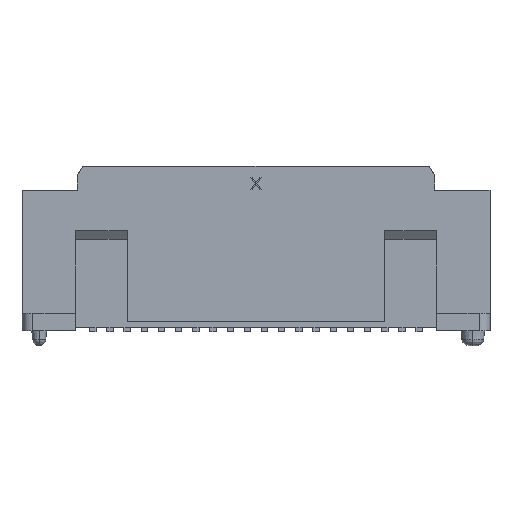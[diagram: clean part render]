
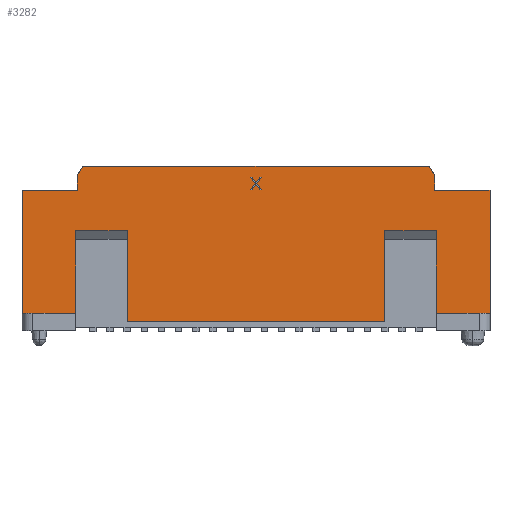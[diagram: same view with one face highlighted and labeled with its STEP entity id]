
A CAD part, top view. The second image highlights one B-rep face of the part: STEP entity #3282.
In plain terms, the highlighted planar face has unit normal (0, 0, 1).
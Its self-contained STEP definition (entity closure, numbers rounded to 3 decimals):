
#93=DIRECTION('',(1.,0.,0.));
#94=VECTOR('',#93,12.);
#95=CARTESIAN_POINT('',(-6.,0.25,2.5));
#96=LINE('8557',#95,#94);
#105=DIRECTION('',(0.5,-0.866,0.));
#106=VECTOR('',#105,0.5);
#107=CARTESIAN_POINT('',(8.075,7.5,2.5));
#108=LINE('8553',#107,#106);
#109=DIRECTION('',(0.,-1.,0.));
#110=VECTOR('',#109,0.687);
#111=CARTESIAN_POINT('',(8.325,7.067,2.5));
#112=LINE('8554',#111,#110);
#113=DIRECTION('',(0.,1.,0.));
#114=VECTOR('',#113,3.85);
#115=CARTESIAN_POINT('',(8.4,0.65,2.5));
#116=LINE('7804',#115,#114);
#117=DIRECTION('',(0.,1.,0.));
#118=VECTOR('',#117,4.25);
#119=CARTESIAN_POINT('',(-6.,0.25,2.5));
#120=LINE('8558',#119,#118);
#121=DIRECTION('',(0.,-1.,0.));
#122=VECTOR('',#121,3.85);
#123=CARTESIAN_POINT('',(-8.4,4.5,2.5));
#124=LINE('7840',#123,#122);
#125=DIRECTION('',(0.,1.,0.));
#126=VECTOR('',#125,5.73);
#127=CARTESIAN_POINT('',(-10.9,0.65,2.5));
#128=LINE('8561',#127,#126);
#129=DIRECTION('',(1.,0.,0.));
#130=VECTOR('',#129,2.575);
#131=CARTESIAN_POINT('',(-10.9,6.38,2.5));
#132=LINE('8562',#131,#130);
#133=DIRECTION('',(0.5,0.866,0.));
#134=VECTOR('',#133,0.5);
#135=CARTESIAN_POINT('',(-8.325,7.067,2.5));
#136=LINE('8564',#135,#134);
#137=DIRECTION('',(1.,0.,0.));
#138=VECTOR('',#137,16.15);
#139=CARTESIAN_POINT('',(-8.075,7.5,2.5));
#140=LINE('8565',#139,#138);
#141=DIRECTION('',(1.,0.,0.));
#142=VECTOR('',#141,0.075);
#143=CARTESIAN_POINT('',(0.175,6.4,2.5));
#144=LINE('8566',#143,#142);
#145=DIRECTION('',(-0.57,0.822,0.));
#146=VECTOR('',#145,0.373);
#147=CARTESIAN_POINT('',(0.25,6.4,2.5));
#148=LINE('8567',#147,#146);
#149=DIRECTION('',(0.586,0.81,0.));
#150=VECTOR('',#149,0.362);
#151=CARTESIAN_POINT('',(0.037,6.706,2.5));
#152=LINE('8568',#151,#150);
#153=DIRECTION('',(-1.,0.,0.));
#154=VECTOR('',#153,0.075);
#155=CARTESIAN_POINT('',(0.25,7.,2.5));
#156=LINE('8569',#155,#154);
#157=DIRECTION('',(-0.585,-0.811,0.));
#158=VECTOR('',#157,0.299);
#159=CARTESIAN_POINT('',(0.175,7.,2.5));
#160=LINE('8570',#159,#158);
#161=DIRECTION('',(-0.585,0.811,0.));
#162=VECTOR('',#161,0.299);
#163=CARTESIAN_POINT('',(0.,6.757,2.5));
#164=LINE('8571',#163,#162);
#165=DIRECTION('',(-1.,0.,0.));
#166=VECTOR('',#165,0.075);
#167=CARTESIAN_POINT('',(-0.175,7.,2.5));
#168=LINE('8572',#167,#166);
#169=DIRECTION('',(0.586,-0.81,0.));
#170=VECTOR('',#169,0.362);
#171=CARTESIAN_POINT('',(-0.25,7.,2.5));
#172=LINE('8573',#171,#170);
#173=DIRECTION('',(-0.57,-0.822,0.));
#174=VECTOR('',#173,0.373);
#175=CARTESIAN_POINT('',(-0.038,6.706,2.5));
#176=LINE('8574',#175,#174);
#177=DIRECTION('',(1.,0.,0.));
#178=VECTOR('',#177,0.075);
#179=CARTESIAN_POINT('',(-0.25,6.4,2.5));
#180=LINE('8575',#179,#178);
#181=DIRECTION('',(0.585,0.811,0.));
#182=VECTOR('',#181,0.299);
#183=CARTESIAN_POINT('',(-0.175,6.4,2.5));
#184=LINE('8576',#183,#182);
#185=DIRECTION('',(0.585,-0.811,0.));
#186=VECTOR('',#185,0.299);
#187=CARTESIAN_POINT('',(0.,6.643,2.5));
#188=LINE('8577',#187,#186);
#221=DIRECTION('',(0.,-1.,0.));
#222=VECTOR('',#221,0.687);
#223=CARTESIAN_POINT('',(-8.325,7.067,2.5));
#224=LINE('8563',#223,#222);
#439=DIRECTION('',(1.,0.,0.));
#440=VECTOR('',#439,2.5);
#441=CARTESIAN_POINT('',(-10.9,0.65,2.5));
#442=LINE('8560',#441,#440);
#821=DIRECTION('',(-1.,0.,0.));
#822=VECTOR('',#821,2.575);
#823=CARTESIAN_POINT('',(10.9,6.38,2.5));
#824=LINE('8506',#823,#822);
#893=DIRECTION('',(0.,1.,0.));
#894=VECTOR('',#893,5.73);
#895=CARTESIAN_POINT('',(10.9,0.65,2.5));
#896=LINE('8548',#895,#894);
#922=DIRECTION('',(1.,0.,0.));
#923=VECTOR('',#922,2.5);
#924=CARTESIAN_POINT('',(8.4,0.65,2.5));
#925=LINE('8552',#924,#923);
#2225=DIRECTION('',(1.,0.,0.));
#2226=VECTOR('',#2225,2.4);
#2227=CARTESIAN_POINT('',(6.,4.5,2.5));
#2228=LINE('8555',#2227,#2226);
#2233=DIRECTION('',(0.,1.,0.));
#2234=VECTOR('',#2233,4.25);
#2235=CARTESIAN_POINT('',(6.,0.25,2.5));
#2236=LINE('8556',#2235,#2234);
#2249=DIRECTION('',(1.,0.,0.));
#2250=VECTOR('',#2249,2.4);
#2251=CARTESIAN_POINT('',(-8.4,4.5,2.5));
#2252=LINE('8559',#2251,#2250);
#2373=CARTESIAN_POINT('',(8.4,4.5,2.5));
#2374=VERTEX_POINT('',#2373);
#2375=CARTESIAN_POINT('',(8.4,0.65,2.5));
#2376=VERTEX_POINT('',#2375);
#2401=CARTESIAN_POINT('',(-8.4,0.65,2.5));
#2402=VERTEX_POINT('',#2401);
#2403=CARTESIAN_POINT('',(-8.4,4.5,2.5));
#2404=VERTEX_POINT('',#2403);
#2731=CARTESIAN_POINT('',(10.9,6.38,2.5));
#2732=VERTEX_POINT('',#2731);
#2733=CARTESIAN_POINT('',(8.325,6.38,2.5));
#2734=VERTEX_POINT('',#2733);
#2769=CARTESIAN_POINT('',(10.9,0.65,2.5));
#2770=VERTEX_POINT('',#2769);
#2773=CARTESIAN_POINT('',(8.075,7.5,2.5));
#2774=CARTESIAN_POINT('',(8.325,7.067,2.5));
#2775=VERTEX_POINT('',#2773);
#2776=VERTEX_POINT('',#2774);
#2777=CARTESIAN_POINT('',(6.,4.5,2.5));
#2778=VERTEX_POINT('',#2777);
#2779=CARTESIAN_POINT('',(6.,0.25,2.5));
#2780=VERTEX_POINT('',#2779);
#2781=CARTESIAN_POINT('',(-6.,0.25,2.5));
#2782=VERTEX_POINT('',#2781);
#2783=CARTESIAN_POINT('',(-6.,4.5,2.5));
#2784=VERTEX_POINT('',#2783);
#2785=CARTESIAN_POINT('',(-10.9,0.65,2.5));
#2786=VERTEX_POINT('',#2785);
#2787=CARTESIAN_POINT('',(-10.9,6.38,2.5));
#2788=VERTEX_POINT('',#2787);
#2789=CARTESIAN_POINT('',(-8.325,6.38,2.5));
#2790=VERTEX_POINT('',#2789);
#2791=CARTESIAN_POINT('',(-8.325,7.067,2.5));
#2792=VERTEX_POINT('',#2791);
#2793=CARTESIAN_POINT('',(-8.075,7.5,2.5));
#2794=VERTEX_POINT('',#2793);
#2795=CARTESIAN_POINT('',(0.175,6.4,2.5));
#2796=CARTESIAN_POINT('',(0.25,6.4,2.5));
#2797=VERTEX_POINT('',#2795);
#2798=VERTEX_POINT('',#2796);
#2799=CARTESIAN_POINT('',(0.037,6.706,2.5));
#2800=VERTEX_POINT('',#2799);
#2801=CARTESIAN_POINT('',(0.25,7.,2.5));
#2802=VERTEX_POINT('',#2801);
#2803=CARTESIAN_POINT('',(0.175,7.,2.5));
#2804=VERTEX_POINT('',#2803);
#2805=CARTESIAN_POINT('',(0.,6.757,2.5));
#2806=VERTEX_POINT('',#2805);
#2807=CARTESIAN_POINT('',(-0.175,7.,2.5));
#2808=VERTEX_POINT('',#2807);
#2809=CARTESIAN_POINT('',(-0.25,7.,2.5));
#2810=VERTEX_POINT('',#2809);
#2811=CARTESIAN_POINT('',(-0.038,6.706,2.5));
#2812=VERTEX_POINT('',#2811);
#2813=CARTESIAN_POINT('',(-0.25,6.4,2.5));
#2814=VERTEX_POINT('',#2813);
#2815=CARTESIAN_POINT('',(-0.175,6.4,2.5));
#2816=VERTEX_POINT('',#2815);
#2817=CARTESIAN_POINT('',(0.,6.643,2.5));
#2818=VERTEX_POINT('',#2817);
#3216=CARTESIAN_POINT('',(-10.9,0.,2.5));
#3217=DIRECTION('',(0.,0.,1.));
#3218=DIRECTION('',(1.,0.,0.));
#3219=AXIS2_PLACEMENT_3D('',#3216,#3217,#3218);
#3220=PLANE('10183',#3219);
#3222=ORIENTED_EDGE('8553',*,*,#3221,.T.);
#3224=ORIENTED_EDGE('8554',*,*,#3223,.T.);
#3226=ORIENTED_EDGE('8506',*,*,#3225,.F.);
#3228=ORIENTED_EDGE('8548',*,*,#3227,.F.);
#3230=ORIENTED_EDGE('8552',*,*,#3229,.F.);
#3231=ORIENTED_EDGE('7804',*,*,#3160,.T.);
#3233=ORIENTED_EDGE('8555',*,*,#3232,.F.);
#3235=ORIENTED_EDGE('8556',*,*,#3234,.F.);
#3236=ORIENTED_EDGE('8557',*,*,#3206,.F.);
#3238=ORIENTED_EDGE('8558',*,*,#3237,.T.);
#3240=ORIENTED_EDGE('8559',*,*,#3239,.F.);
#3241=ORIENTED_EDGE('7840',*,*,#3119,.T.);
#3243=ORIENTED_EDGE('8560',*,*,#3242,.F.);
#3245=ORIENTED_EDGE('8561',*,*,#3244,.T.);
#3247=ORIENTED_EDGE('8562',*,*,#3246,.T.);
#3249=ORIENTED_EDGE('8563',*,*,#3248,.F.);
#3251=ORIENTED_EDGE('8564',*,*,#3250,.T.);
#3253=ORIENTED_EDGE('8565',*,*,#3252,.T.);
#3254=EDGE_LOOP('10183',(#3222,#3224,#3226,#3228,#3230,#3231,#3233,#3235,#3236,
#3238,#3240,#3241,#3243,#3245,#3247,#3249,#3251,#3253));
#3255=FACE_OUTER_BOUND('10183',#3254,.F.);
#3257=ORIENTED_EDGE('8566',*,*,#3256,.T.);
#3259=ORIENTED_EDGE('8567',*,*,#3258,.T.);
#3261=ORIENTED_EDGE('8568',*,*,#3260,.T.);
#3263=ORIENTED_EDGE('8569',*,*,#3262,.T.);
#3265=ORIENTED_EDGE('8570',*,*,#3264,.T.);
#3267=ORIENTED_EDGE('8571',*,*,#3266,.T.);
#3269=ORIENTED_EDGE('8572',*,*,#3268,.T.);
#3271=ORIENTED_EDGE('8573',*,*,#3270,.T.);
#3273=ORIENTED_EDGE('8574',*,*,#3272,.T.);
#3275=ORIENTED_EDGE('8575',*,*,#3274,.T.);
#3277=ORIENTED_EDGE('8576',*,*,#3276,.T.);
#3279=ORIENTED_EDGE('8577',*,*,#3278,.T.);
#3280=EDGE_LOOP('10183',(#3257,#3259,#3261,#3263,#3265,#3267,#3269,#3271,#3273,
#3275,#3277,#3279));
#3281=FACE_BOUND('10183',#3280,.F.);
#3282=ADVANCED_FACE('10183',(#3255,#3281),#3220,.T.);
#3119=EDGE_CURVE('7840',#2404,#2402,#124,.T.);
#3160=EDGE_CURVE('7804',#2376,#2374,#116,.T.);
#3206=EDGE_CURVE('8557',#2782,#2780,#96,.T.);
#3221=EDGE_CURVE('8553',#2775,#2776,#108,.T.);
#3223=EDGE_CURVE('8554',#2776,#2734,#112,.T.);
#3225=EDGE_CURVE('8506',#2732,#2734,#824,.T.);
#3227=EDGE_CURVE('8548',#2770,#2732,#896,.T.);
#3229=EDGE_CURVE('8552',#2376,#2770,#925,.T.);
#3232=EDGE_CURVE('8555',#2778,#2374,#2228,.T.);
#3234=EDGE_CURVE('8556',#2780,#2778,#2236,.T.);
#3237=EDGE_CURVE('8558',#2782,#2784,#120,.T.);
#3239=EDGE_CURVE('8559',#2404,#2784,#2252,.T.);
#3242=EDGE_CURVE('8560',#2786,#2402,#442,.T.);
#3244=EDGE_CURVE('8561',#2786,#2788,#128,.T.);
#3246=EDGE_CURVE('8562',#2788,#2790,#132,.T.);
#3248=EDGE_CURVE('8563',#2792,#2790,#224,.T.);
#3250=EDGE_CURVE('8564',#2792,#2794,#136,.T.);
#3252=EDGE_CURVE('8565',#2794,#2775,#140,.T.);
#3256=EDGE_CURVE('8566',#2797,#2798,#144,.T.);
#3258=EDGE_CURVE('8567',#2798,#2800,#148,.T.);
#3260=EDGE_CURVE('8568',#2800,#2802,#152,.T.);
#3262=EDGE_CURVE('8569',#2802,#2804,#156,.T.);
#3264=EDGE_CURVE('8570',#2804,#2806,#160,.T.);
#3266=EDGE_CURVE('8571',#2806,#2808,#164,.T.);
#3268=EDGE_CURVE('8572',#2808,#2810,#168,.T.);
#3270=EDGE_CURVE('8573',#2810,#2812,#172,.T.);
#3272=EDGE_CURVE('8574',#2812,#2814,#176,.T.);
#3274=EDGE_CURVE('8575',#2814,#2816,#180,.T.);
#3276=EDGE_CURVE('8576',#2816,#2818,#184,.T.);
#3278=EDGE_CURVE('8577',#2818,#2797,#188,.T.);
